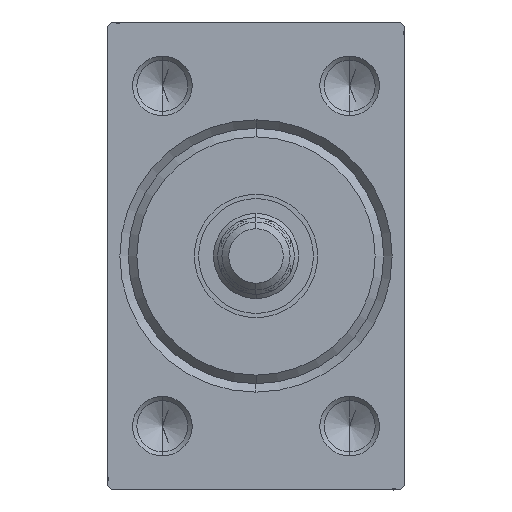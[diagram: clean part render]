
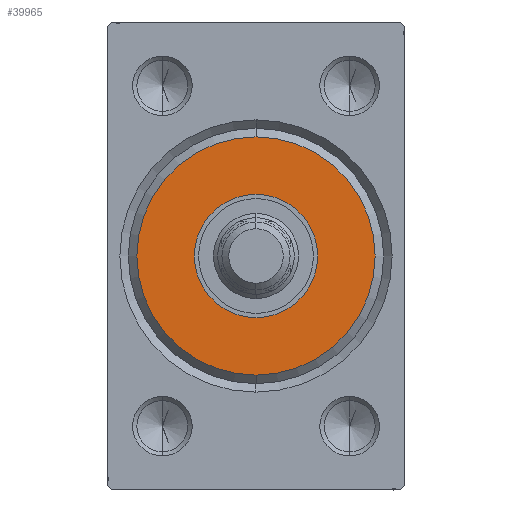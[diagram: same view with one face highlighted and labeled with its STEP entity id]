
A CAD part, left-side view. The second image highlights one B-rep face of the part: STEP entity #39965.
In plain terms, the highlighted face is planar.
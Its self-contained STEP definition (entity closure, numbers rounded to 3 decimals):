
#2559 = EDGE_CURVE ( 'NONE', #3432, #27177, #18655, .T. ) ;
#3432 = VERTEX_POINT ( 'NONE', #17454 ) ;
#3908 = DIRECTION ( 'NONE',  ( 0., 0., -1. ) ) ;
#3940 = VERTEX_POINT ( 'NONE', #37074 ) ;
#4021 = CARTESIAN_POINT ( 'NONE',  ( 3., 0., 0. ) ) ;
#5763 = CIRCLE ( 'NONE', #38324, 7.25 ) ;
#5964 = CIRCLE ( 'NONE', #13910, 14. ) ;
#6175 = CARTESIAN_POINT ( 'NONE',  ( 3., 0., 0. ) ) ;
#6974 = EDGE_CURVE ( 'NONE', #27177, #3432, #5763, .T. ) ;
#7357 = ORIENTED_EDGE ( 'NONE', *, *, #6974, .F. ) ;
#9117 = DIRECTION ( 'NONE',  ( 0., 0., -1. ) ) ;
#9958 = AXIS2_PLACEMENT_3D ( 'NONE', #24949, #31532, #3908 ) ;
#12650 = DIRECTION ( 'NONE',  ( 1., 0., 0. ) ) ;
#13167 = EDGE_LOOP ( 'NONE', ( #7357, #41133 ) ) ;
#13910 = AXIS2_PLACEMENT_3D ( 'NONE', #4021, #17832, #28246 ) ;
#17454 = CARTESIAN_POINT ( 'NONE',  ( 3., 0., 7.25 ) ) ;
#17832 = DIRECTION ( 'NONE',  ( 1., 0., 0. ) ) ;
#18655 = CIRCLE ( 'NONE', #9958, 7.25 ) ;
#19072 = CARTESIAN_POINT ( 'NONE',  ( 3., 0., 0. ) ) ;
#19886 = FACE_OUTER_BOUND ( 'NONE', #27578, .T. ) ;
#19983 = DIRECTION ( 'NONE',  ( 1., 0., 0. ) ) ;
#20503 = AXIS2_PLACEMENT_3D ( 'NONE', #40747, #12650, #36883 ) ;
#24949 = CARTESIAN_POINT ( 'NONE',  ( 3., 0., 0. ) ) ;
#25478 = CARTESIAN_POINT ( 'NONE',  ( 3., 0., -7.25 ) ) ;
#27177 = VERTEX_POINT ( 'NONE', #25478 ) ;
#27335 = FACE_BOUND ( 'NONE', #13167, .T. ) ;
#27578 = EDGE_LOOP ( 'NONE', ( #37284, #33902 ) ) ;
#28246 = DIRECTION ( 'NONE',  ( 0., 0., -1. ) ) ;
#29321 = VERTEX_POINT ( 'NONE', #40185 ) ;
#29870 = PLANE ( 'NONE',  #20503 ) ;
#31532 = DIRECTION ( 'NONE',  ( 1., 0., 0. ) ) ;
#32433 = DIRECTION ( 'NONE',  ( 0., 0., -1. ) ) ;
#33902 = ORIENTED_EDGE ( 'NONE', *, *, #35901, .T. ) ;
#35901 = EDGE_CURVE ( 'NONE', #3940, #29321, #5964, .T. ) ;
#36883 = DIRECTION ( 'NONE',  ( 0., 0., -1. ) ) ;
#37074 = CARTESIAN_POINT ( 'NONE',  ( 3., 0., -14. ) ) ;
#37284 = ORIENTED_EDGE ( 'NONE', *, *, #42915, .T. ) ;
#38324 = AXIS2_PLACEMENT_3D ( 'NONE', #6175, #19983, #9117 ) ;
#39965 = ADVANCED_FACE ( 'NONE', ( #19886, #27335 ), #29870, .T. ) ;
#40133 = AXIS2_PLACEMENT_3D ( 'NONE', #19072, #43781, #32433 ) ;
#40185 = CARTESIAN_POINT ( 'NONE',  ( 3., 0., 14. ) ) ;
#40747 = CARTESIAN_POINT ( 'NONE',  ( 3., 0., 0. ) ) ;
#41133 = ORIENTED_EDGE ( 'NONE', *, *, #2559, .F. ) ;
#42278 = CIRCLE ( 'NONE', #40133, 14. ) ;
#42915 = EDGE_CURVE ( 'NONE', #29321, #3940, #42278, .T. ) ;
#43781 = DIRECTION ( 'NONE',  ( 1., 0., 0. ) ) ;
